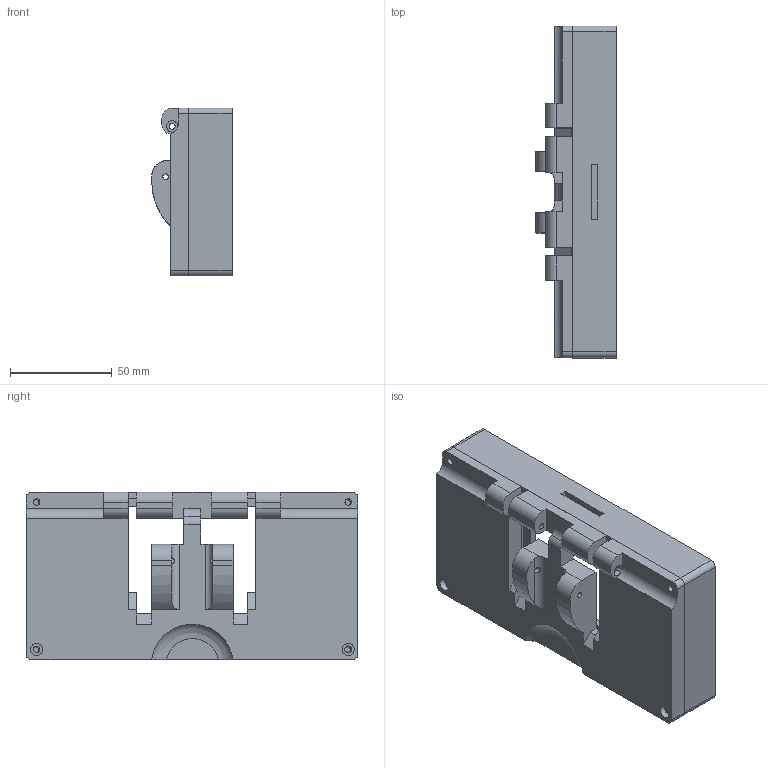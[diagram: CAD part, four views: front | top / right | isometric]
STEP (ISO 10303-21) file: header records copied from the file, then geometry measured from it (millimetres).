
FILE_DESCRIPTION(/* description */ (''),/* implementation_level */ '2;1');
FILE_NAME(/* name */ 'Paneldue holder no personal v4.step',/* time_stamp */ '2018-11-18T12:49:57-05:00',/* author */ ('98267a'),/* organization */ (''),/* preprocessor_version */ 'ST-DEVELOPER v17.2',/* originating_system */ 'Autodesk Translation Framework v7.6.0.251',/* authorisation */ '');
FILE_SCHEMA (('AUTOMOTIVE_DESIGN { 1 0 10303 214 3 1 1 }'));
Length unit declared in the file: millimetre
Products named in the file (3): Paneldue holder no personal; Component3; Component4
Assembly tree (2 placements, depth 2):
  Paneldue holder no personal
    Component3
    Component4
Bounding box: 39.5 x 162.96 x 82.48 mm (x, y, z)
Volume: 154088.3 mm3; surface area: 67169.5 mm2
Topology: 2 solids, 2 shells, 171 faces, 466 edges, 316 vertices
Faces by surface type: plane 112, cylinder 58, torus 1
Full cylindrical faces by diameter (mm): 2.8 x2, 2.9 x4, 3 x4, 3.1 x4, 3.2 x3, 3.4 x1, 4.5 x4, 6 x2
Entity records: 5686 total; most frequent: CARTESIAN_POINT 1088, DIRECTION 943, ORIENTED_EDGE 932, EDGE_CURVE 466, LINE 321, VECTOR 321, VERTEX_POINT 316, AXIS2_PLACEMENT_3D 311
